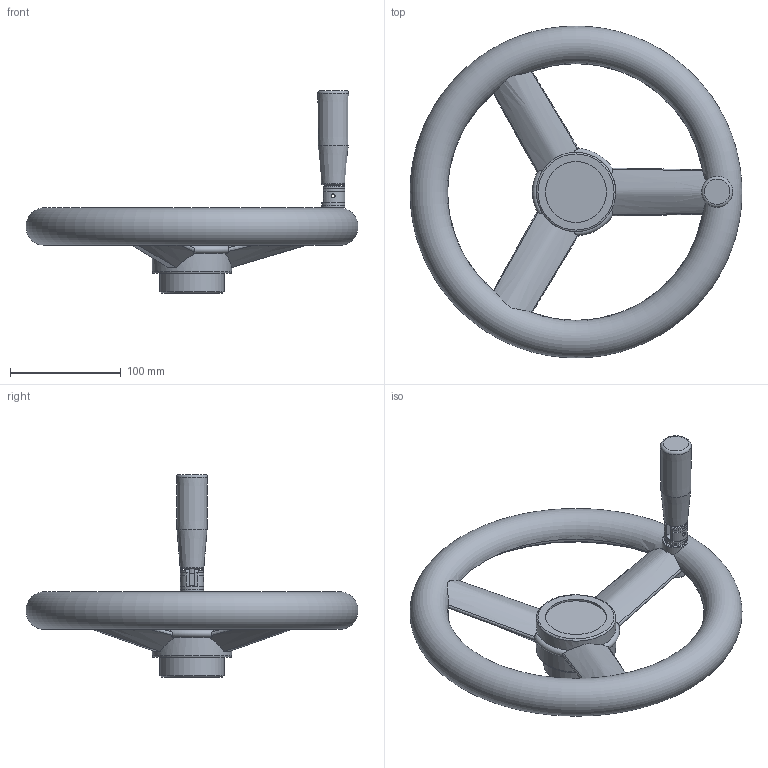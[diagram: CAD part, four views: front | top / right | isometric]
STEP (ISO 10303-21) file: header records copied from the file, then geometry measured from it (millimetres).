
FILE_DESCRIPTION( ( 'Unknown' ), '1' );
FILE_NAME( '6152030_VR300-MR.stp', 'Unknown', ( 'Unknown' ), ( 'Unknown' ), 'PSStep 10.0', 'Unknown', ' ' );
FILE_SCHEMA( ( 'automotive_design' ) );
Length unit declared in the file: millimetre
Products named in the file (2): 6152030
Bounding box: 299.95 x 299.95 x 183.2 mm (x, y, z)
Volume: 1004080.9 mm3; surface area: 154224.1 mm2
Topology: 2 solids, 2 shells, 153 faces, 406 edges, 255 vertices
Faces by surface type: plane 58, cylinder 39, cone 25, bspline 17, torus 13, sphere 1
Full cylindrical faces by diameter (mm): 3.2 x2, 5.422 x1, 6 x2, 6.5 x1, 7.03 x1, 8 x1, 8.17 x1, 8.3 x1, 9.3 x1, 11.52 x1, 11.538 x1, 12 x2, 13.076 x1, 21 x2, 55 x1, 58 x1, 71.7 x2
Entity records: 7654 total; most frequent: CARTESIAN_POINT 3097, ORIENTED_EDGE 676, DIRECTION 617, EDGE_CURVE 338, AXIS2_PLACEMENT_3D 263, VERTEX_POINT 237, EDGE_LOOP 218, FACE_OUTER_BOUND 185
